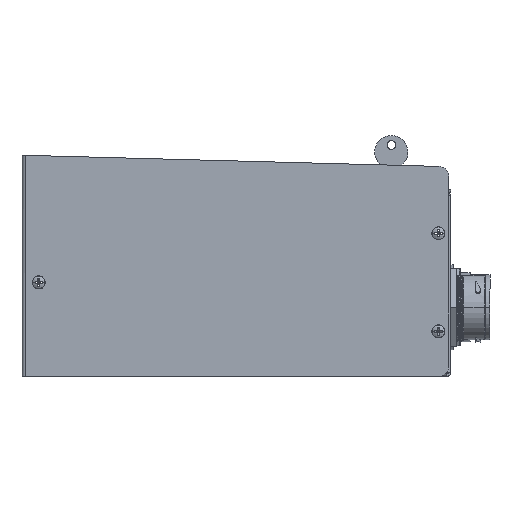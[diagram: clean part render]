
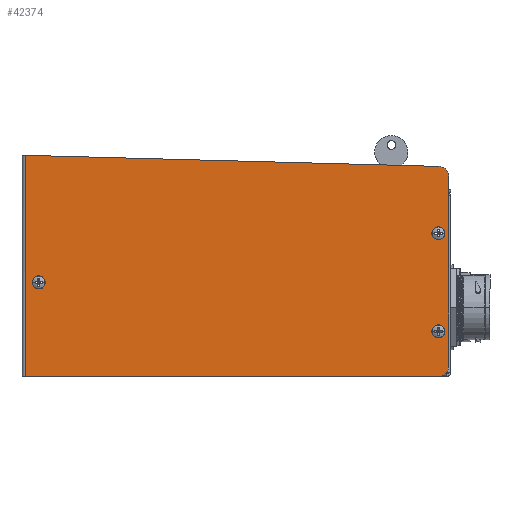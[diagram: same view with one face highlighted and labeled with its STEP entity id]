
A CAD part, left-side view. The second image highlights one B-rep face of the part: STEP entity #42374.
In plain terms, the highlighted planar face has unit normal (-1, 0, 0).
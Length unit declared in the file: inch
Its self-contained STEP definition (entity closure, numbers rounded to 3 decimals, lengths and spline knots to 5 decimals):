
#3335 = AXIS2_PLACEMENT_3D ( 'NONE', #40459, #40458, #40477 ) ;
#18046 = FACE_BOUND ( 'NONE', #20186, .T. ) ;
#18062 = FACE_BOUND ( 'NONE', #20288, .T. ) ;
#18066 = FACE_OUTER_BOUND ( 'NONE', #20182, .T. ) ;
#18068 = FACE_BOUND ( 'NONE', #20120, .T. ) ;
#18550 = EDGE_CURVE ( 'NONE', #56338, #56339, #35412, .T. ) ;
#18567 = EDGE_CURVE ( 'NONE', #56333, #56340, #35429, .T. ) ;
#18575 = EDGE_CURVE ( 'NONE', #56355, #56353, #35436, .T. ) ;
#18578 = EDGE_CURVE ( 'NONE', #56357, #56354, #35438, .T. ) ;
#18593 = EDGE_CURVE ( 'NONE', #56354, #56357, #35442, .T. ) ;
#18595 = EDGE_CURVE ( 'NONE', #56353, #56355, #35450, .T. ) ;
#18608 = EDGE_CURVE ( 'NONE', #56352, #56347, #35453, .T. ) ;
#18612 = EDGE_CURVE ( 'NONE', #56347, #56352, #35459, .T. ) ;
#18619 = EDGE_CURVE ( 'NONE', #56334, #56329, #35461, .T. ) ;
#18622 = EDGE_CURVE ( 'NONE', #56339, #56334, #35463, .T. ) ;
#18625 = EDGE_CURVE ( 'NONE', #56340, #56338, #35465, .T. ) ;
#20120 = EDGE_LOOP ( 'NONE', ( #39145, #39146 ) ) ;
#20182 = EDGE_LOOP ( 'NONE', ( #39151, #39152, #39153, #39154, #39155, #39156 ) ) ;
#20186 = EDGE_LOOP ( 'NONE', ( #39149, #39150 ) ) ;
#20288 = EDGE_LOOP ( 'NONE', ( #39147, #39148 ) ) ;
#31976 = CARTESIAN_POINT ( 'NONE',  ( -4.585, -4.8875, 1.04 ) ) ;
#31977 = DIRECTION ( 'NONE',  ( 1., 0., 0. ) ) ;
#31978 = DIRECTION ( 'NONE',  ( 0., 0., -1. ) ) ;
#31979 = CARTESIAN_POINT ( 'NONE',  ( -4.585, -4.8875, 3.44 ) ) ;
#31980 = DIRECTION ( 'NONE',  ( 1., 0., 0. ) ) ;
#31981 = DIRECTION ( 'NONE',  ( 0., 0., -1. ) ) ;
#31998 = CARTESIAN_POINT ( 'NONE',  ( -4.585, -4.8875, 3.44 ) ) ;
#31999 = DIRECTION ( 'NONE',  ( 1., 0., 0. ) ) ;
#32000 = DIRECTION ( 'NONE',  ( 0., 0., -1. ) ) ;
#32002 = CARTESIAN_POINT ( 'NONE',  ( -4.585, -4.8875, 1.04 ) ) ;
#32003 = DIRECTION ( 'NONE',  ( 1., 0., 0. ) ) ;
#32004 = DIRECTION ( 'NONE',  ( 0., 0., -1. ) ) ;
#32018 = CARTESIAN_POINT ( 'NONE',  ( -4.585, 4.8875, 2.24 ) ) ;
#32019 = DIRECTION ( 'NONE',  ( 1., 0., 0. ) ) ;
#32020 = DIRECTION ( 'NONE',  ( 0., 0., -1. ) ) ;
#32026 = CARTESIAN_POINT ( 'NONE',  ( -4.585, 4.8875, 2.24 ) ) ;
#32027 = DIRECTION ( 'NONE',  ( 1., 0., 0. ) ) ;
#32028 = DIRECTION ( 'NONE',  ( 0., 0., -1. ) ) ;
#32029 = CARTESIAN_POINT ( 'NONE',  ( -4.585, 5.09255, 5.3445 ) ) ;
#32030 = DIRECTION ( 'NONE',  ( 0., 1., 0.027 ) ) ;
#32032 = CARTESIAN_POINT ( 'NONE',  ( -4.585, -4.8925, 4.82662 ) ) ;
#32033 = DIRECTION ( 'NONE',  ( -1., 0., 0. ) ) ;
#32034 = DIRECTION ( 'NONE',  ( 0., 1., 0. ) ) ;
#32037 = CARTESIAN_POINT ( 'NONE',  ( -4.585, -4.8925, 0.19 ) ) ;
#32038 = DIRECTION ( 'NONE',  ( -1., 0., 0. ) ) ;
#32039 = DIRECTION ( 'NONE',  ( 0., 1., 0. ) ) ;
#35412 = LINE ( 'NONE', #48820, #35420 ) ;
#35420 = VECTOR ( 'NONE', #48806, 39.37008 ) ;
#35429 = LINE ( 'NONE', #48855, #35433 ) ;
#35433 = VECTOR ( 'NONE', #48849, 39.37008 ) ;
#35436 = CIRCLE ( 'NONE', #48207, 0.1095 ) ;
#35438 = CIRCLE ( 'NONE', #48208, 0.1095 ) ;
#35442 = CIRCLE ( 'NONE', #48213, 0.1095 ) ;
#35450 = CIRCLE ( 'NONE', #48214, 0.1095 ) ;
#35453 = CIRCLE ( 'NONE', #48219, 0.1095 ) ;
#35459 = CIRCLE ( 'NONE', #48221, 0.1095 ) ;
#35461 = LINE ( 'NONE', #32029, #35464 ) ;
#35463 = CIRCLE ( 'NONE', #48222, 0.25 ) ;
#35464 = VECTOR ( 'NONE', #32030, 39.37008 ) ;
#35465 = CIRCLE ( 'NONE', #48223, 0.25 ) ;
#37234 = EDGE_CURVE ( 'NONE', #56333, #56329, #63349, .T. ) ;
#39145 = ORIENTED_EDGE ( 'NONE', *, *, #18612, .T. ) ;
#39146 = ORIENTED_EDGE ( 'NONE', *, *, #18608, .T. ) ;
#39147 = ORIENTED_EDGE ( 'NONE', *, *, #18595, .T. ) ;
#39148 = ORIENTED_EDGE ( 'NONE', *, *, #18575, .T. ) ;
#39149 = ORIENTED_EDGE ( 'NONE', *, *, #18593, .T. ) ;
#39150 = ORIENTED_EDGE ( 'NONE', *, *, #18578, .T. ) ;
#39151 = ORIENTED_EDGE ( 'NONE', *, *, #18567, .T. ) ;
#39152 = ORIENTED_EDGE ( 'NONE', *, *, #18625, .T. ) ;
#39153 = ORIENTED_EDGE ( 'NONE', *, *, #18550, .T. ) ;
#39154 = ORIENTED_EDGE ( 'NONE', *, *, #18622, .T. ) ;
#39155 = ORIENTED_EDGE ( 'NONE', *, *, #18619, .T. ) ;
#39156 = ORIENTED_EDGE ( 'NONE', *, *, #37234, .F. ) ;
#40458 = DIRECTION ( 'NONE',  ( 1., 0., 0. ) ) ;
#40459 = CARTESIAN_POINT ( 'NONE',  ( -4.585, 5.2375, -0.06 ) ) ;
#40476 = PLANE ( 'NONE',  #3335 ) ;
#40477 = DIRECTION ( 'NONE',  ( 0., 1., 0. ) ) ;
#42374 = ADVANCED_FACE ( 'NONE', ( #18068, #18062, #18046, #18066 ), #40476, .F. ) ;
#48207 = AXIS2_PLACEMENT_3D ( 'NONE', #31976, #31977, #31978 ) ;
#48208 = AXIS2_PLACEMENT_3D ( 'NONE', #31979, #31980, #31981 ) ;
#48213 = AXIS2_PLACEMENT_3D ( 'NONE', #31998, #31999, #32000 ) ;
#48214 = AXIS2_PLACEMENT_3D ( 'NONE', #32002, #32003, #32004 ) ;
#48219 = AXIS2_PLACEMENT_3D ( 'NONE', #32018, #32019, #32020 ) ;
#48221 = AXIS2_PLACEMENT_3D ( 'NONE', #32026, #32027, #32028 ) ;
#48222 = AXIS2_PLACEMENT_3D ( 'NONE', #32032, #32033, #32034 ) ;
#48223 = AXIS2_PLACEMENT_3D ( 'NONE', #32037, #32038, #32039 ) ;
#48806 = DIRECTION ( 'NONE',  ( 0., 0., 1. ) ) ;
#48820 = CARTESIAN_POINT ( 'NONE',  ( -4.585, -5.1425, 5.35 ) ) ;
#48849 = DIRECTION ( 'NONE',  ( 0., -1., 0. ) ) ;
#48855 = CARTESIAN_POINT ( 'NONE',  ( -4.585, -5.1425, -0.06 ) ) ;
#52043 = CARTESIAN_POINT ( 'NONE',  ( -4.585, 5.2075, 5.34759 ) ) ;
#52047 = CARTESIAN_POINT ( 'NONE',  ( -4.585, 5.2075, -0.06 ) ) ;
#52048 = CARTESIAN_POINT ( 'NONE',  ( -4.585, -4.8992, 5.07653 ) ) ;
#52052 = CARTESIAN_POINT ( 'NONE',  ( -4.585, -5.1425, 0.19 ) ) ;
#52053 = CARTESIAN_POINT ( 'NONE',  ( -4.585, -5.1425, 4.82662 ) ) ;
#52054 = CARTESIAN_POINT ( 'NONE',  ( -4.585, -4.8925, -0.06 ) ) ;
#52061 = CARTESIAN_POINT ( 'NONE',  ( -4.585, 4.8875, 2.1305 ) ) ;
#52066 = CARTESIAN_POINT ( 'NONE',  ( -4.585, 4.8875, 2.3495 ) ) ;
#52067 = CARTESIAN_POINT ( 'NONE',  ( -4.585, -4.8875, 0.9305 ) ) ;
#52068 = CARTESIAN_POINT ( 'NONE',  ( -4.585, -4.8875, 3.3305 ) ) ;
#52069 = CARTESIAN_POINT ( 'NONE',  ( -4.585, -4.8875, 1.1495 ) ) ;
#52071 = CARTESIAN_POINT ( 'NONE',  ( -4.585, -4.8875, 3.5495 ) ) ;
#56329 = VERTEX_POINT ( 'NONE', #52043 ) ;
#56333 = VERTEX_POINT ( 'NONE', #52047 ) ;
#56334 = VERTEX_POINT ( 'NONE', #52048 ) ;
#56338 = VERTEX_POINT ( 'NONE', #52052 ) ;
#56339 = VERTEX_POINT ( 'NONE', #52053 ) ;
#56340 = VERTEX_POINT ( 'NONE', #52054 ) ;
#56347 = VERTEX_POINT ( 'NONE', #52061 ) ;
#56352 = VERTEX_POINT ( 'NONE', #52066 ) ;
#56353 = VERTEX_POINT ( 'NONE', #52067 ) ;
#56354 = VERTEX_POINT ( 'NONE', #52068 ) ;
#56355 = VERTEX_POINT ( 'NONE', #52069 ) ;
#56357 = VERTEX_POINT ( 'NONE', #52071 ) ;
#63348 = VECTOR ( 'NONE', #66634, 39.37008 ) ;
#63349 = LINE ( 'NONE', #66632, #63348 ) ;
#66632 = CARTESIAN_POINT ( 'NONE',  ( -4.585, 5.2075, -0.06 ) ) ;
#66634 = DIRECTION ( 'NONE',  ( 0., 0., 1. ) ) ;
